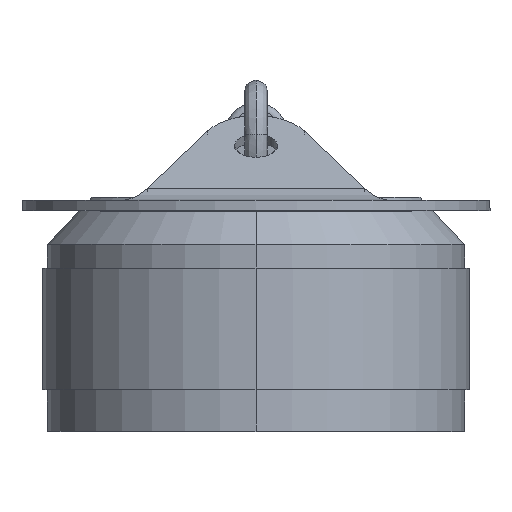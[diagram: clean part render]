
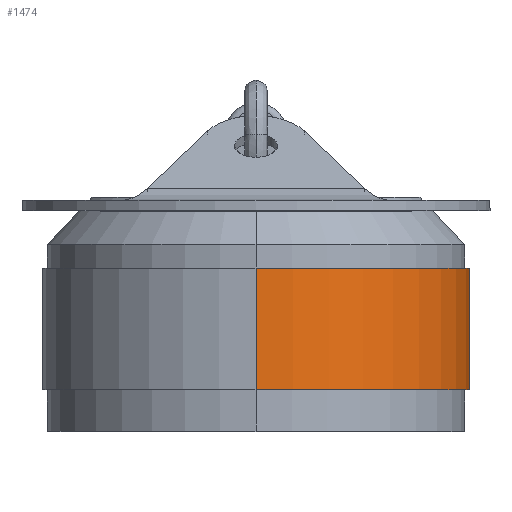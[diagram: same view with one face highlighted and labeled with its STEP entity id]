
A CAD part, top view. The second image highlights one B-rep face of the part: STEP entity #1474.
In plain terms, the highlighted cylindrical face has radius 15.875 mm (diameter 31.75 mm), a partial arc.
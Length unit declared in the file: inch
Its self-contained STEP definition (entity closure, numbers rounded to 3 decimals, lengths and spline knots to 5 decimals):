
#55 = CARTESIAN_POINT ( 'NONE',  ( 0., 0.12205, 0.625 ) ) ;
#83 = CARTESIAN_POINT ( 'NONE',  ( 0., 0.47805, 0.625 ) ) ;
#87 = CARTESIAN_POINT ( 'NONE',  ( 0., 0.12205, -0.625 ) ) ;
#230 = CARTESIAN_POINT ( 'NONE',  ( 0., 0.47805, -0.625 ) ) ;
#417 = DIRECTION ( 'NONE',  ( 0., 1., 0. ) ) ;
#434 = CARTESIAN_POINT ( 'NONE',  ( 0., 0.12205, 0. ) ) ;
#437 = DIRECTION ( 'NONE',  ( 0., 1., 0. ) ) ;
#438 = DIRECTION ( 'NONE',  ( 0., 0., 1. ) ) ;
#449 = CARTESIAN_POINT ( 'NONE',  ( 0., 0.47805, 0. ) ) ;
#452 = DIRECTION ( 'NONE',  ( 0., 1., 0. ) ) ;
#456 = DIRECTION ( 'NONE',  ( 0., 0., 1. ) ) ;
#461 = CARTESIAN_POINT ( 'NONE',  ( 0., 0.789, -0.625 ) ) ;
#466 = CARTESIAN_POINT ( 'NONE',  ( 0., 0.789, 0.625 ) ) ;
#497 = DIRECTION ( 'NONE',  ( 0., 1., 0. ) ) ;
#1034 = EDGE_CURVE ( 'NONE', #1656, #1635, #4512, .T. ) ;
#1035 = EDGE_CURVE ( 'NONE', #1637, #1605, #4523, .T. ) ;
#1037 = EDGE_CURVE ( 'NONE', #1656, #1637, #4432, .T. ) ;
#1038 = EDGE_CURVE ( 'NONE', #1635, #1605, #4676, .T. ) ;
#1276 = AXIS2_PLACEMENT_3D ( 'NONE', #3319, #3307, #3340 ) ;
#1345 = AXIS2_PLACEMENT_3D ( 'NONE', #449, #452, #456 ) ;
#1346 = AXIS2_PLACEMENT_3D ( 'NONE', #434, #437, #438 ) ;
#1474 = ADVANCED_FACE ( 'NONE', ( #2920 ), #2921, .T. ) ;
#1605 = VERTEX_POINT ( 'NONE', #230 ) ;
#1635 = VERTEX_POINT ( 'NONE', #87 ) ;
#1637 = VERTEX_POINT ( 'NONE', #83 ) ;
#1656 = VERTEX_POINT ( 'NONE', #55 ) ;
#2920 = FACE_OUTER_BOUND ( 'NONE', #4525, .T. ) ;
#2921 = CYLINDRICAL_SURFACE ( 'NONE', #1276, 0.625 ) ;
#3307 = DIRECTION ( 'NONE',  ( 0., 1., 0. ) ) ;
#3319 = CARTESIAN_POINT ( 'NONE',  ( 0., 0.789, 0. ) ) ;
#3340 = DIRECTION ( 'NONE',  ( 0., 0., 1. ) ) ;
#4118 = ORIENTED_EDGE ( 'NONE', *, *, #1038, .T. ) ;
#4119 = ORIENTED_EDGE ( 'NONE', *, *, #1034, .T. ) ;
#4123 = ORIENTED_EDGE ( 'NONE', *, *, #1037, .F. ) ;
#4124 = ORIENTED_EDGE ( 'NONE', *, *, #1035, .F. ) ;
#4432 = LINE ( 'NONE', #466, #4498 ) ;
#4498 = VECTOR ( 'NONE', #417, 39.37008 ) ;
#4499 = VECTOR ( 'NONE', #497, 39.37008 ) ;
#4512 = CIRCLE ( 'NONE', #1346, 0.625 ) ;
#4523 = CIRCLE ( 'NONE', #1345, 0.625 ) ;
#4525 = EDGE_LOOP ( 'NONE', ( #4119, #4118, #4124, #4123 ) ) ;
#4676 = LINE ( 'NONE', #461, #4499 ) ;
